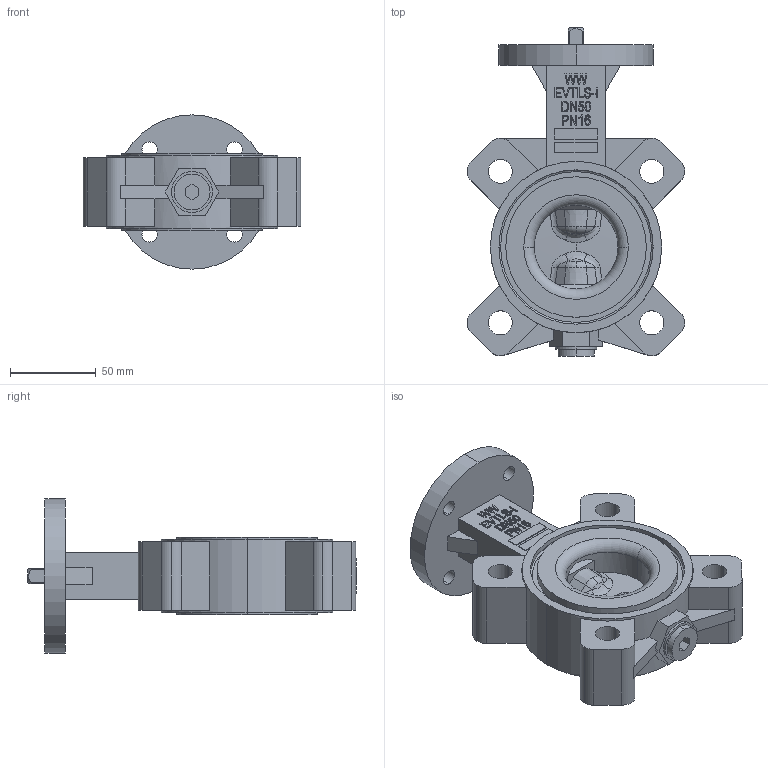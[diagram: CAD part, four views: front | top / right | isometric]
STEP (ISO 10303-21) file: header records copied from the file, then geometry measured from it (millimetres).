
FILE_DESCRIPTION (( 'STEP AP203' ), '1' );
FILE_NAME ('EVTLS-i DN50 PN16 F07-L9.STEP', '2024-04-22T12:52:15', ( '' ), ( '' ), 'SwSTEP 2.0', 'SolidWorks 2015', '' );
FILE_SCHEMA (( 'CONFIG_CONTROL_DESIGN' ));
Length unit declared in the file: millimetre
Products named in the file (1): EVTLS-i DN50 PN16 F07-L9
Bounding box: 126.99 x 191.7 x 90 mm (x, y, z)
Volume: 526319.7 mm3; surface area: 87178.5 mm2
Topology: 1 solids, 1 shells, 458 faces, 1204 edges, 787 vertices
Faces by surface type: plane 260, bspline 89, cylinder 68, torus 24, cone 13, sphere 4
Entity records: 18557 total; most frequent: CARTESIAN_POINT 7643, ORIENTED_EDGE 2408, DIRECTION 1971, EDGE_CURVE 1204, VERTEX_POINT 787, VECTOR 731, LINE 731, AXIS2_PLACEMENT_3D 620
